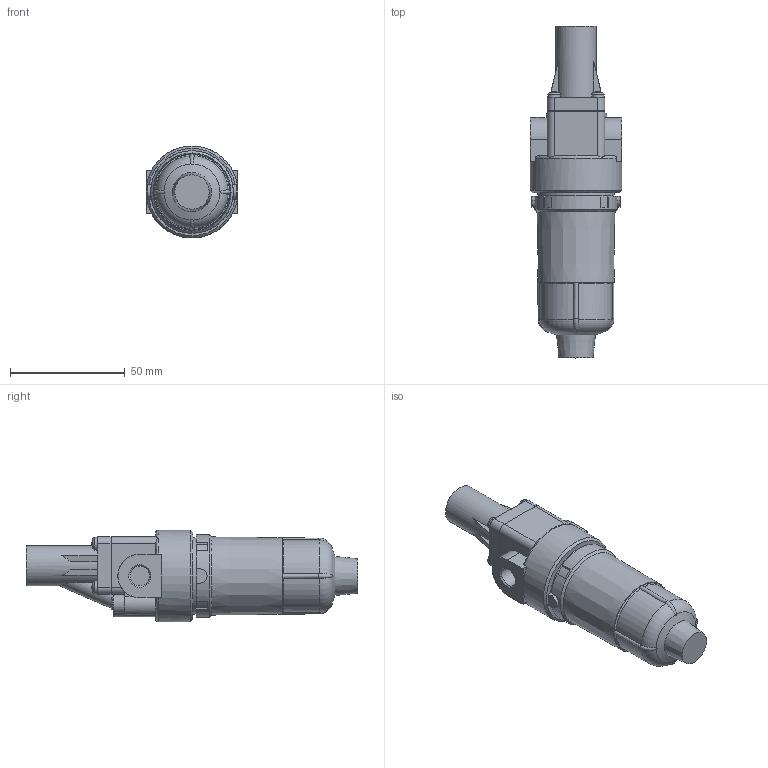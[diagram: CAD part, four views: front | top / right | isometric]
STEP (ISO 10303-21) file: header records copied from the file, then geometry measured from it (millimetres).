
FILE_DESCRIPTION( ( 'STEP AP203' ), '1' );
FILE_NAME( '9.2300.00.000.0V.stp', '2018-12-12T15:42:34', ( '' ), ( '' ), ' ', 'PARTsolutions', ' ' );
FILE_SCHEMA( ( 'CONFIG_CONTROL_DESIGN' ) );
Length unit declared in the file: millimetre
Products named in the file (3): 9.2300.00.000.0V; _743 K_G; _743 K(0)_F
Assembly tree (2 placements, depth 2):
  9.2300.00.000.0V
    _743 K_G
    _743 K(0)_F
Bounding box: 40 x 144.5 x 40 mm (x, y, z)
Volume: 104726.5 mm3; surface area: 19593.9 mm2
Topology: 2 solids, 3 shells, 225 faces, 603 edges, 395 vertices
Faces by surface type: plane 148, cylinder 44, torus 18, cone 10, sphere 5
Full cylindrical faces by diameter (mm): 8 x2, 8.566 x2, 9.2 x1, 17.5 x1, 33.3 x1, 36 x1, 40 x1
Entity records: 7413 total; most frequent: CARTESIAN_POINT 1747, DIRECTION 1194, ORIENTED_EDGE 1128, EDGE_CURVE 564, AXIS2_PLACEMENT_3D 450, VERTEX_POINT 384, LINE 294, VECTOR 294
